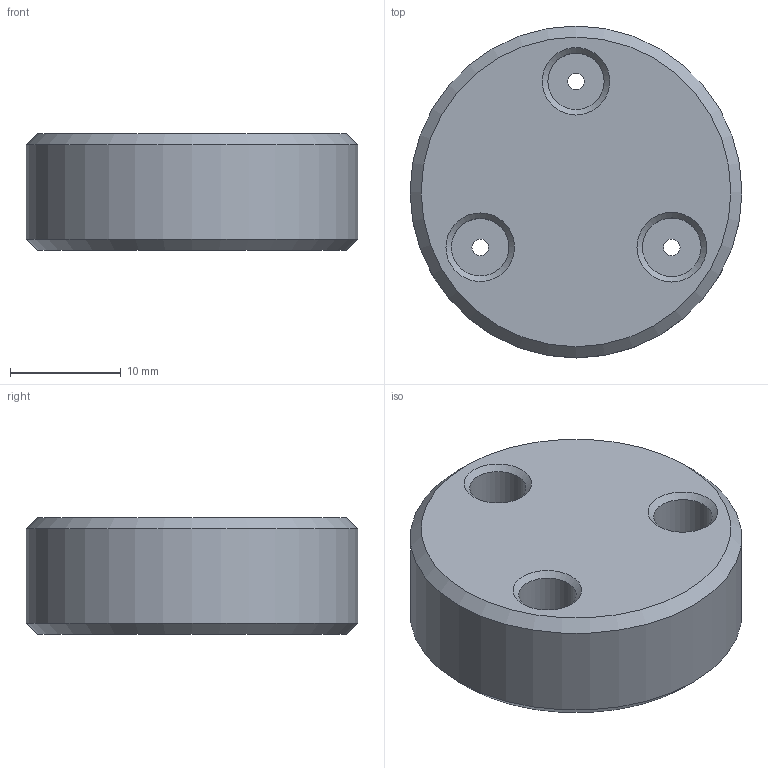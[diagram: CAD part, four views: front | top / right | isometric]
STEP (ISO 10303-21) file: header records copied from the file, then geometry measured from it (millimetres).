
FILE_DESCRIPTION(/* description */ (''),/* implementation_level */ '2;1');
FILE_NAME(/* name */ 'Magnet tolerance test.step',/* time_stamp */ '2025-09-08T12:07:48-07:00',/* author */ (''),/* organization */ (''),/* preprocessor_version */ 'ST-DEVELOPER v20.1',/* originating_system */ 'Autodesk Translation Framework v14.4.0.0',/* authorisation */ '');
FILE_SCHEMA (('AUTOMOTIVE_DESIGN { 1 0 10303 214 3 1 1 }'));
Length unit declared in the file: millimetre
Products named in the file (1): Magnet tolerance test
Bounding box: 30 x 30 x 10.5 mm (x, y, z)
Volume: 6683.4 mm3; surface area: 2763.5 mm2
Topology: 1 solids, 1 shells, 17 faces, 31 edges, 19 vertices
Faces by surface type: cylinder 7, cone 5, plane 5
Full cylindrical faces by diameter (mm): 1.5 x3, 5.1 x1, 5.2 x1, 5.3 x1, 30 x1
Entity records: 469 total; most frequent: DIRECTION 86, CARTESIAN_POINT 68, ORIENTED_EDGE 62, AXIS2_PLACEMENT_3D 37, EDGE_CURVE 31, EDGE_LOOP 26, CIRCLE 19, VERTEX_POINT 19
